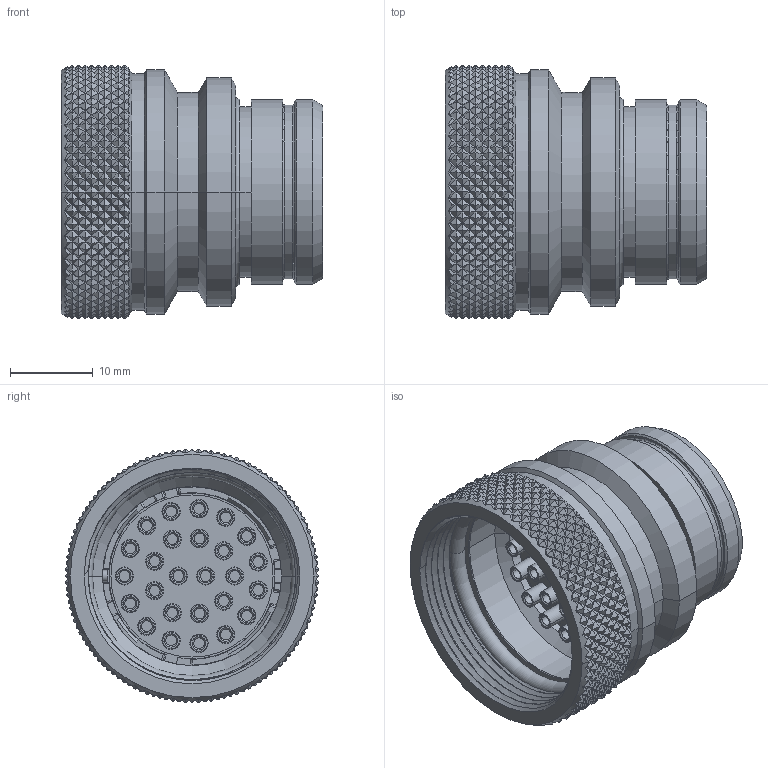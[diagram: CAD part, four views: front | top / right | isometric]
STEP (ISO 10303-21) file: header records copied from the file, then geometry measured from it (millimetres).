
FILE_DESCRIPTION((''),'2;1');
FILE_NAME('1332P426MZ','2024-07-30T09:32:50',('paultorloting'),('NET AG system integration'),'CREO PARAMETRIC BY PTC INC, 2021404','CREO PARAMETRIC BY PTC INC, 2021404','');
FILE_SCHEMA(('AUTOMOTIVE_DESIGN { 1 0 10303 214 1 1 1 1 }'));
Products named in the file (1): 1332P426MZ
Bounding box: 31.5 x 30.5 x 30.5 mm (x, y, z)
Volume: 7804.3 mm3; surface area: 9788.1 mm2
Topology: 1 solids, 1 shells, 5051 faces, 10983 edges, 6109 vertices
Faces by surface type: bspline 2696, plane 1114, cylinder 982, cone 132, torus 127
Entity records: 216031 total; most frequent: CARTESIAN_POINT 93397, ORIENTED_EDGE 21966, EDGE_CURVE 10983, DIRECTION 10147, B_SPLINE_CURVE_WITH_KNOTS 6810, VERTEX_POINT 6109, EDGE_LOOP 5278, FACE_OUTER_BOUND 5051
